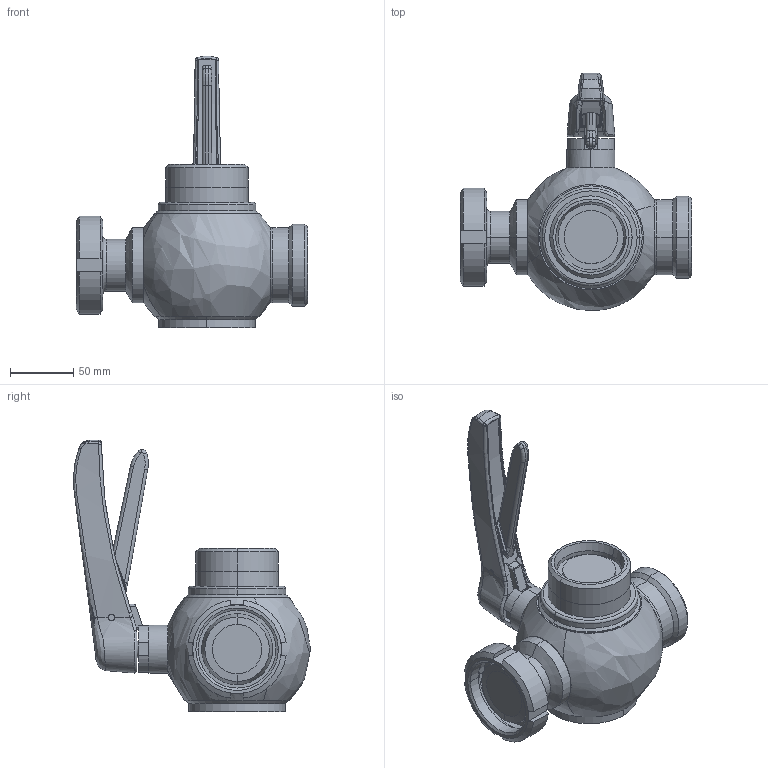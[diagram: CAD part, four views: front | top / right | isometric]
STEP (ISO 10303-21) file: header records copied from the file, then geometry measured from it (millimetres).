
FILE_DESCRIPTION (( 'STEP AP214' ), '1' );
FILE_NAME ('4032040000-xxx.STEP', '2014-02-19T12:56:41', ( 'install' ), ( 'Microsoft' ), 'SwSTEP 2.0', 'SolidWorks 2013', '' );
FILE_SCHEMA (( 'AUTOMOTIVE_DESIGN' ));
Length unit declared in the file: millimetre
Products named in the file (4): Group3^Dreiwegekugelhahn-+-4032040000-040DEF_-; Handhebel-+-4335.100.000-DMY_-_NOBOM-4335.100.000-089; Handhebel-+-4335.100.000-TDMY_-; 4032040000-xxx
Assembly tree (3 placements, depth 3):
  4032040000-xxx
    Handhebel-+-4335.100.000-DMY_-_NOBOM-4335.100.000-089
      Handhebel-+-4335.100.000-TDMY_-
    Group3^Dreiwegekugelhahn-+-4032040000-040DEF_-
Bounding box: 182.5 x 187 x 214.49 mm (x, y, z)
Volume: 1183296.8 mm3; surface area: 110958.3 mm2
Topology: 3 solids, 3 shells, 331 faces, 791 edges, 484 vertices
Faces by surface type: cylinder 103, plane 103, bspline 75, cone 34, torus 16
Entity records: 16951 total; most frequent: CARTESIAN_POINT 8656, ORIENTED_EDGE 1566, DIRECTION 1309, EDGE_CURVE 783, AXIS2_PLACEMENT_3D 527, VERTEX_POINT 484, EDGE_LOOP 359, FACE_OUTER_BOUND 331
